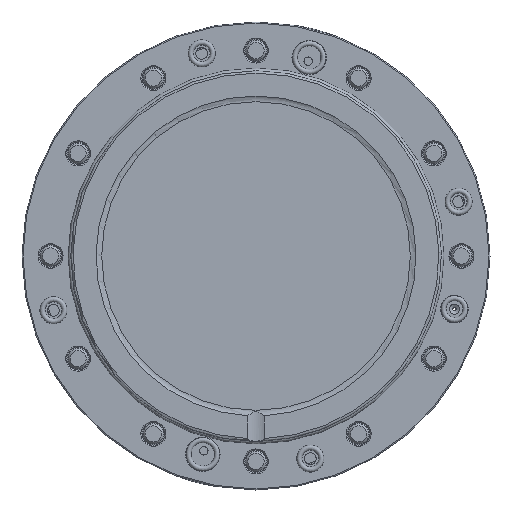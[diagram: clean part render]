
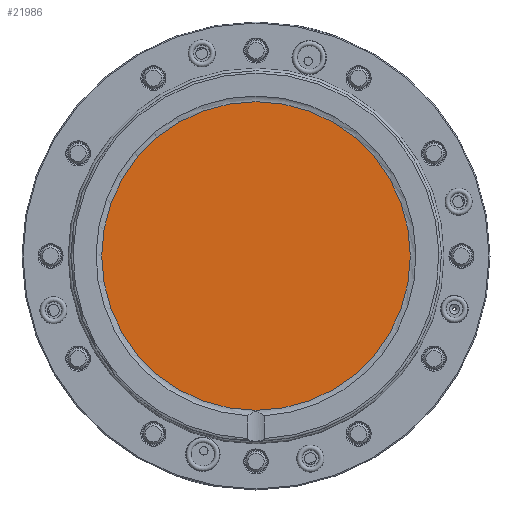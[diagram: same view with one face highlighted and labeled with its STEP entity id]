
A CAD part, front view. The second image highlights one B-rep face of the part: STEP entity #21986.
In plain terms, the highlighted planar face has unit normal (0, -1, 0).
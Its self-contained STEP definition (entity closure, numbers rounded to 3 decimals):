
#2093 = DIRECTION ( 'NONE',  ( 0., 0., 1. ) ) ;
#8545 = FACE_OUTER_BOUND ( 'NONE', #30373, .T. ) ;
#10368 = CARTESIAN_POINT ( 'NONE',  ( 0., -17.6, 0. ) ) ;
#15343 = AXIS2_PLACEMENT_3D ( 'NONE', #27740, #23152, #2093 ) ;
#16198 = VERTEX_POINT ( 'NONE', #25614 ) ;
#17684 = PLANE ( 'NONE',  #18762 ) ;
#18762 = AXIS2_PLACEMENT_3D ( 'NONE', #10368, #19844, #29255 ) ;
#19844 = DIRECTION ( 'NONE',  ( 0., 1., 0. ) ) ;
#21986 = ADVANCED_FACE ( 'NONE', ( #8545 ), #17684, .F. ) ;
#23152 = DIRECTION ( 'NONE',  ( 0., 1., 0. ) ) ;
#25614 = CARTESIAN_POINT ( 'NONE',  ( 0., -17.6, 45.842 ) ) ;
#27218 = EDGE_CURVE ( 'NONE', #16198, #16198, #30172, .T. ) ;
#27740 = CARTESIAN_POINT ( 'NONE',  ( 0., -17.6, 0. ) ) ;
#28558 = ORIENTED_EDGE ( 'NONE', *, *, #27218, .F. ) ;
#29255 = DIRECTION ( 'NONE',  ( 0., 0., 1. ) ) ;
#30172 = CIRCLE ( 'NONE', #15343, 45.842 ) ;
#30373 = EDGE_LOOP ( 'NONE', ( #28558 ) ) ;
